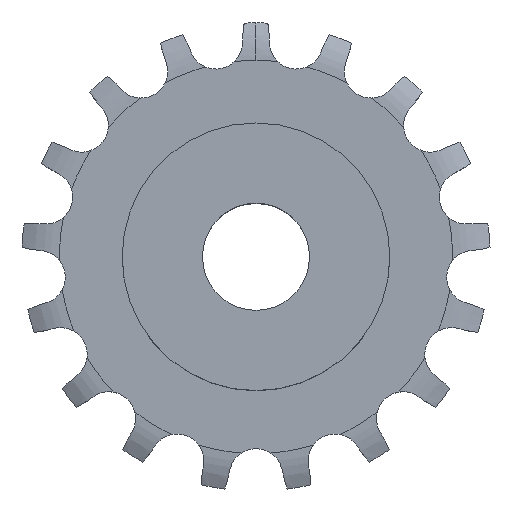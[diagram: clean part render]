
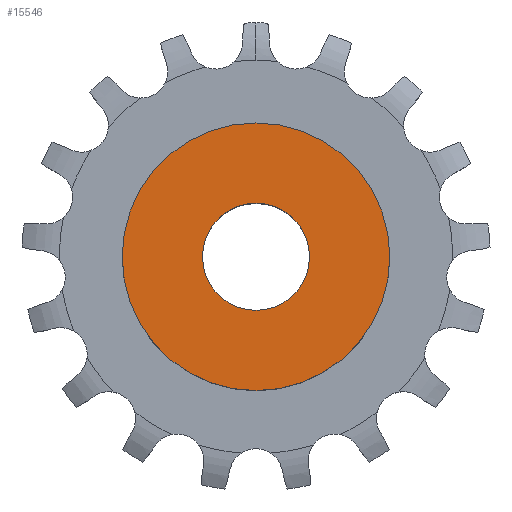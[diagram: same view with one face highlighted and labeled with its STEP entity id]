
A CAD part, top view. The second image highlights one B-rep face of the part: STEP entity #15546.
In plain terms, the highlighted planar face has unit normal (0, 0, 1).
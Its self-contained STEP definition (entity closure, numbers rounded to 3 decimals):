
#2899 = CYLINDRICAL_SURFACE('',#2900,4.);
#2900 = AXIS2_PLACEMENT_3D('',#2901,#2902,#2903);
#2901 = CARTESIAN_POINT('',(0.,0.,51.655));
#2902 = DIRECTION('',(0.,0.,1.));
#2903 = DIRECTION('',(1.,0.,-0.));
#4925 = CYLINDRICAL_SURFACE('',#4926,10.);
#4926 = AXIS2_PLACEMENT_3D('',#4927,#4928,#4929);
#4927 = CARTESIAN_POINT('',(0.,0.,0.));
#4928 = DIRECTION('',(-0.,-0.,-1.));
#4929 = DIRECTION('',(1.,0.,0.));
#12613 = EDGE_CURVE('',#12614,#12614,#12616,.T.);
#12614 = VERTEX_POINT('',#12615);
#12615 = CARTESIAN_POINT('',(4.,0.,11.7));
#12616 = SURFACE_CURVE('',#12617,(#12622,#12629),.PCURVE_S1.);
#12617 = CIRCLE('',#12618,4.);
#12618 = AXIS2_PLACEMENT_3D('',#12619,#12620,#12621);
#12619 = CARTESIAN_POINT('',(0.,0.,11.7));
#12620 = DIRECTION('',(0.,0.,1.));
#12621 = DIRECTION('',(1.,0.,-0.));
#12622 = PCURVE('',#2899,#12623);
#12623 = DEFINITIONAL_REPRESENTATION('',(#12624),#12628);
#12624 = LINE('',#12625,#12626);
#12625 = CARTESIAN_POINT('',(0.,-39.955));
#12626 = VECTOR('',#12627,1.);
#12627 = DIRECTION('',(1.,0.));
#12628 = ( GEOMETRIC_REPRESENTATION_CONTEXT(2) 
PARAMETRIC_REPRESENTATION_CONTEXT() REPRESENTATION_CONTEXT('2D SPACE',''
  ) );
#12629 = PCURVE('',#12630,#12635);
#12630 = PLANE('',#12631);
#12631 = AXIS2_PLACEMENT_3D('',#12632,#12633,#12634);
#12632 = CARTESIAN_POINT('',(0.,0.,11.7));
#12633 = DIRECTION('',(-0.,0.,1.));
#12634 = DIRECTION('',(0.,-1.,0.));
#12635 = DEFINITIONAL_REPRESENTATION('',(#12636),#12640);
#12636 = CIRCLE('',#12637,4.);
#12637 = AXIS2_PLACEMENT_2D('',#12638,#12639);
#12638 = CARTESIAN_POINT('',(0.,0.));
#12639 = DIRECTION('',(0.,1.));
#12640 = ( GEOMETRIC_REPRESENTATION_CONTEXT(2) 
PARAMETRIC_REPRESENTATION_CONTEXT() REPRESENTATION_CONTEXT('2D SPACE',''
  ) );
#14526 = VERTEX_POINT('',#14527);
#14527 = CARTESIAN_POINT('',(10.,0.,11.7));
#14548 = EDGE_CURVE('',#14526,#14526,#14549,.T.);
#14549 = SURFACE_CURVE('',#14550,(#14555,#14562),.PCURVE_S1.);
#14550 = CIRCLE('',#14551,10.);
#14551 = AXIS2_PLACEMENT_3D('',#14552,#14553,#14554);
#14552 = CARTESIAN_POINT('',(0.,0.,11.7));
#14553 = DIRECTION('',(0.,0.,1.));
#14554 = DIRECTION('',(1.,0.,0.));
#14555 = PCURVE('',#4925,#14556);
#14556 = DEFINITIONAL_REPRESENTATION('',(#14557),#14561);
#14557 = LINE('',#14558,#14559);
#14558 = CARTESIAN_POINT('',(-0.,-11.7));
#14559 = VECTOR('',#14560,1.);
#14560 = DIRECTION('',(-1.,0.));
#14561 = ( GEOMETRIC_REPRESENTATION_CONTEXT(2) 
PARAMETRIC_REPRESENTATION_CONTEXT() REPRESENTATION_CONTEXT('2D SPACE',''
  ) );
#14562 = PCURVE('',#12630,#14563);
#14563 = DEFINITIONAL_REPRESENTATION('',(#14564),#14568);
#14564 = CIRCLE('',#14565,10.);
#14565 = AXIS2_PLACEMENT_2D('',#14566,#14567);
#14566 = CARTESIAN_POINT('',(0.,0.));
#14567 = DIRECTION('',(0.,1.));
#14568 = ( GEOMETRIC_REPRESENTATION_CONTEXT(2) 
PARAMETRIC_REPRESENTATION_CONTEXT() REPRESENTATION_CONTEXT('2D SPACE',''
  ) );
#15546 = ADVANCED_FACE('',(#15547,#15550),#12630,.T.);
#15547 = FACE_BOUND('',#15548,.T.);
#15548 = EDGE_LOOP('',(#15549));
#15549 = ORIENTED_EDGE('',*,*,#14548,.T.);
#15550 = FACE_BOUND('',#15551,.T.);
#15551 = EDGE_LOOP('',(#15552));
#15552 = ORIENTED_EDGE('',*,*,#12613,.F.);
